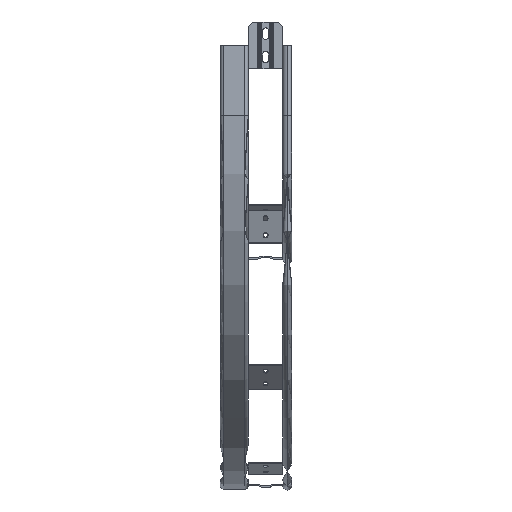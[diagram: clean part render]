
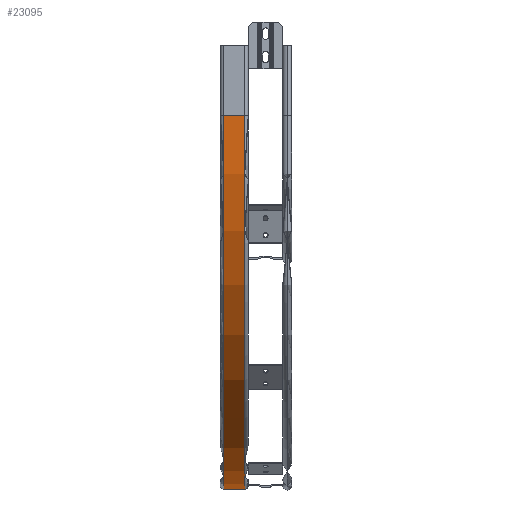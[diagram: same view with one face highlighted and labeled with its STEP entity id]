
A CAD part, left-side view. The second image highlights one B-rep face of the part: STEP entity #23095.
In plain terms, the highlighted cylindrical face has radius 800 mm (diameter 1600 mm), a partial arc.
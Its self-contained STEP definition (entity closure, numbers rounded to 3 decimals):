
#2069 = FACE_OUTER_BOUND ( 'NONE', #13788, .T. ) ;
#2506 = ORIENTED_EDGE ( 'NONE', *, *, #22244, .F. ) ;
#3800 = CIRCLE ( 'NONE', #5724, 800. ) ;
#4331 = DIRECTION ( 'NONE',  ( 0., 1., 0. ) ) ;
#4782 = CARTESIAN_POINT ( 'NONE',  ( -485., 22.5, -150. ) ) ;
#5724 = AXIS2_PLACEMENT_3D ( 'NONE', #17754, #4331, #20010 ) ;
#6939 = CARTESIAN_POINT ( 'NONE',  ( -485., -22.5, -150. ) ) ;
#8448 = ORIENTED_EDGE ( 'NONE', *, *, #23747, .T. ) ;
#9165 = DIRECTION ( 'NONE',  ( 0., 1., 0. ) ) ;
#9833 = ORIENTED_EDGE ( 'NONE', *, *, #27473, .T. ) ;
#9941 = VECTOR ( 'NONE', #19054, 1000. ) ;
#9984 = CARTESIAN_POINT ( 'NONE',  ( 315., 6.791, -950. ) ) ;
#10703 = DIRECTION ( 'NONE',  ( 0., 1., 0. ) ) ;
#11481 = AXIS2_PLACEMENT_3D ( 'NONE', #22624, #9165, #24846 ) ;
#13145 = CARTESIAN_POINT ( 'NONE',  ( 315., 0., -150. ) ) ;
#13263 = CYLINDRICAL_SURFACE ( 'NONE', #14849, 800. ) ;
#13277 = CARTESIAN_POINT ( 'NONE',  ( -485., 6.791, -150. ) ) ;
#13788 = EDGE_LOOP ( 'NONE', ( #2506, #8448, #9833, #28387 ) ) ;
#13869 = VERTEX_POINT ( 'NONE', #4782 ) ;
#13888 = CARTESIAN_POINT ( 'NONE',  ( 315., 22.5, -950. ) ) ;
#14849 = AXIS2_PLACEMENT_3D ( 'NONE', #13145, #10703, #15417 ) ;
#15417 = DIRECTION ( 'NONE',  ( 1., 0., 0. ) ) ;
#15562 = DIRECTION ( 'NONE',  ( 0., 1., 0. ) ) ;
#16219 = VECTOR ( 'NONE', #15562, 1000. ) ;
#17754 = CARTESIAN_POINT ( 'NONE',  ( 315., -22.5, -150. ) ) ;
#18515 = VERTEX_POINT ( 'NONE', #13888 ) ;
#19054 = DIRECTION ( 'NONE',  ( 0., 1., 0. ) ) ;
#19442 = CIRCLE ( 'NONE', #11481, 800. ) ;
#20010 = DIRECTION ( 'NONE',  ( 1., 0., 0. ) ) ;
#22171 = CARTESIAN_POINT ( 'NONE',  ( 315., -22.5, -950. ) ) ;
#22244 = EDGE_CURVE ( 'NONE', #26846, #18515, #22617, .T. ) ;
#22617 = LINE ( 'NONE', #9984, #9941 ) ;
#22624 = CARTESIAN_POINT ( 'NONE',  ( 315., 22.5, -150. ) ) ;
#22630 = EDGE_CURVE ( 'NONE', #18515, #13869, #19442, .T. ) ;
#23095 = ADVANCED_FACE ( 'NONE', ( #2069 ), #13263, .T. ) ;
#23191 = VERTEX_POINT ( 'NONE', #6939 ) ;
#23747 = EDGE_CURVE ( 'NONE', #26846, #23191, #3800, .T. ) ;
#24846 = DIRECTION ( 'NONE',  ( 1., 0., 0. ) ) ;
#26846 = VERTEX_POINT ( 'NONE', #22171 ) ;
#27473 = EDGE_CURVE ( 'NONE', #23191, #13869, #28072, .T. ) ;
#28072 = LINE ( 'NONE', #13277, #16219 ) ;
#28387 = ORIENTED_EDGE ( 'NONE', *, *, #22630, .F. ) ;
